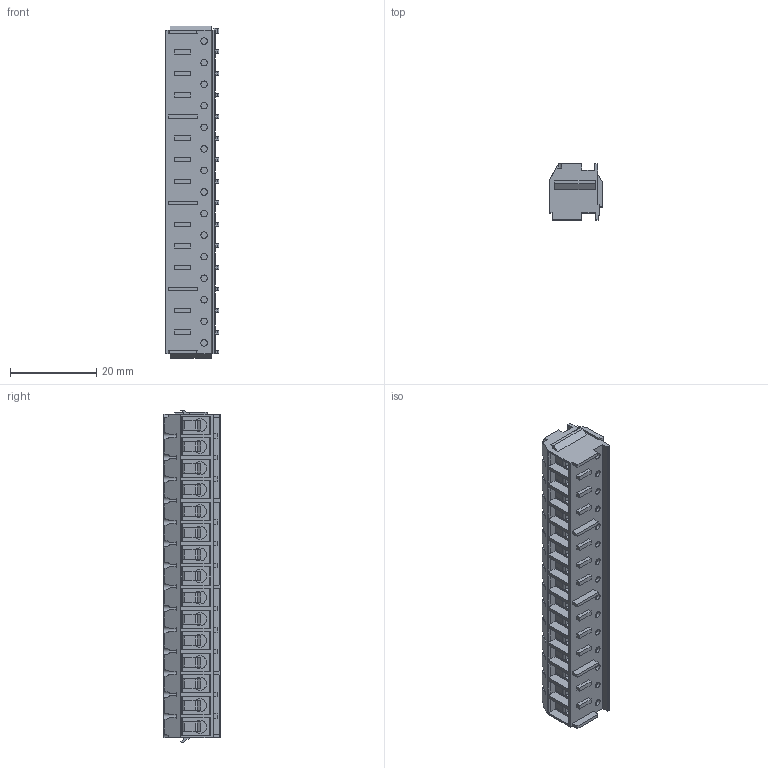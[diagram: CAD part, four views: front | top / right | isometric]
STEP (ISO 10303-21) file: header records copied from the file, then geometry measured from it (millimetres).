
FILE_DESCRIPTION((''),'2;1');
FILE_NAME('TL241T','2024-12-06T',('yanfa'),(''),'PRO/ENGINEER BY PARAMETRIC TECHNOLOGY CORPORATION, 2009280','PRO/ENGINEER BY PARAMETRIC TECHNOLOGY CORPORATION, 2009280','');
FILE_SCHEMA(('AUTOMOTIVE_DESIGN_CC2 { 1 2 10303 214 -1 1 5 2 }'));
Length unit declared in the file: millimetre
Products named in the file (1): TL241T
Bounding box: 12.4 x 13 x 77 mm (x, y, z)
Volume: 7165.3 mm3; surface area: 7665.3 mm2
Topology: 1 solids, 1 shells, 1214 faces, 3166 edges, 2060 vertices
Faces by surface type: plane 649, cylinder 359, cone 90, extrusion 86, torus 30
Entity records: 38129 total; most frequent: CARTESIAN_POINT 8000, ORIENTED_EDGE 6332, DIRECTION 6088, EDGE_CURVE 3166, VECTOR 2140, VERTEX_POINT 2060, LINE 2054, AXIS2_PLACEMENT_3D 1974
